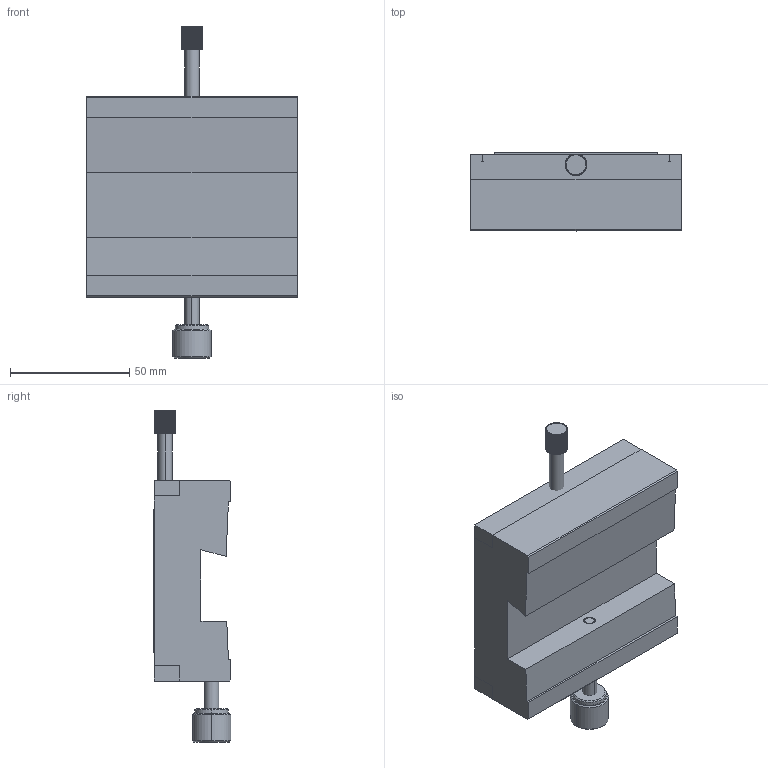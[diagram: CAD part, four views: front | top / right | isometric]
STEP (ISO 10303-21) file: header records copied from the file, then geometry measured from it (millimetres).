
FILE_DESCRIPTION (( 'STEP AP203' ), '1' );
FILE_NAME ('01OCR-3.STEP', '2016-12-08T03:41:23', ( '' ), ( '' ), 'SwSTEP 2.0', 'SolidWorks 2016', '' );
FILE_SCHEMA (( 'CONFIG_CONTROL_DESIGN' ));
Length unit declared in the file: millimetre
Products named in the file (1): 01OCR-3
Bounding box: 88 x 32.5 x 139 mm (x, y, z)
Volume: 192076 mm3; surface area: 54537.9 mm2
Topology: 11 solids, 11 shells, 380 faces, 1020 edges, 669 vertices
Faces by surface type: plane 204, cylinder 147, cone 22, bspline 4, sphere 3
Entity records: 14972 total; most frequent: CARTESIAN_POINT 5097, DIRECTION 2073, ORIENTED_EDGE 2006, EDGE_CURVE 1003, AXIS2_PLACEMENT_3D 697, LINE 679, VECTOR 679, VERTEX_POINT 665
